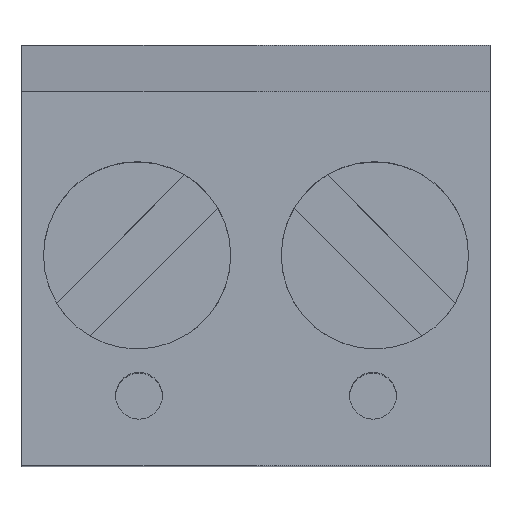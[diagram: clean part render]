
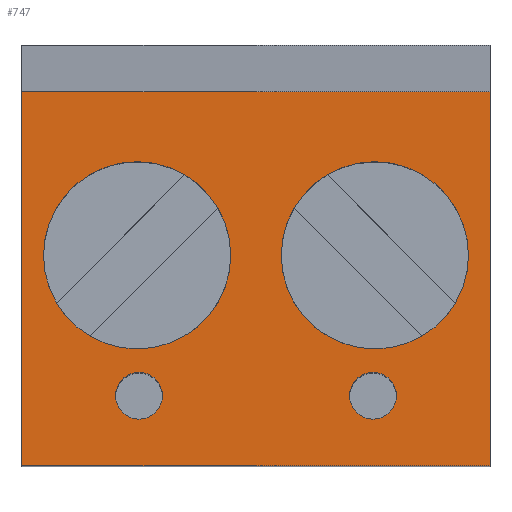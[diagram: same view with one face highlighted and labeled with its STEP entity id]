
A CAD part, top view. The second image highlights one B-rep face of the part: STEP entity #747.
In plain terms, the highlighted planar face has unit normal (0, 0, 1).
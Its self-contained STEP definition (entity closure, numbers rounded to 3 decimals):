
#16=FACE_BOUND('',#139,.T.);
#17=FACE_BOUND('',#140,.T.);
#18=FACE_BOUND('',#141,.T.);
#19=FACE_BOUND('',#142,.T.);
#54=CIRCLE('',#831,0.5);
#55=CIRCLE('',#832,0.5);
#56=CIRCLE('',#833,0.5);
#57=CIRCLE('',#834,0.5);
#58=CIRCLE('',#835,2.);
#59=CIRCLE('',#836,2.);
#60=CIRCLE('',#837,2.);
#61=CIRCLE('',#838,2.);
#95=FACE_OUTER_BOUND('',#138,.T.);
#138=EDGE_LOOP('',(#557,#558,#559,#560));
#139=EDGE_LOOP('',(#561,#562));
#140=EDGE_LOOP('',(#563,#564));
#141=EDGE_LOOP('',(#565,#566));
#142=EDGE_LOOP('',(#567,#568));
#203=LINE('',#1215,#266);
#206=LINE('',#1221,#269);
#207=LINE('',#1223,#270);
#208=LINE('',#1224,#271);
#266=VECTOR('',#1003,10.);
#269=VECTOR('',#1008,10.);
#270=VECTOR('',#1009,10.);
#271=VECTOR('',#1010,10.);
#331=VERTEX_POINT('',#1212);
#332=VERTEX_POINT('',#1214);
#334=VERTEX_POINT('',#1220);
#335=VERTEX_POINT('',#1222);
#336=VERTEX_POINT('',#1225);
#337=VERTEX_POINT('',#1226);
#338=VERTEX_POINT('',#1229);
#339=VERTEX_POINT('',#1230);
#340=VERTEX_POINT('',#1233);
#341=VERTEX_POINT('',#1234);
#342=VERTEX_POINT('',#1237);
#343=VERTEX_POINT('',#1238);
#419=EDGE_CURVE('',#331,#332,#203,.T.);
#422=EDGE_CURVE('',#331,#334,#206,.T.);
#423=EDGE_CURVE('',#334,#335,#207,.T.);
#424=EDGE_CURVE('',#335,#332,#208,.T.);
#425=EDGE_CURVE('',#336,#337,#54,.T.);
#426=EDGE_CURVE('',#337,#336,#55,.T.);
#427=EDGE_CURVE('',#338,#339,#56,.T.);
#428=EDGE_CURVE('',#339,#338,#57,.T.);
#429=EDGE_CURVE('',#340,#341,#58,.T.);
#430=EDGE_CURVE('',#341,#340,#59,.T.);
#431=EDGE_CURVE('',#342,#343,#60,.T.);
#432=EDGE_CURVE('',#343,#342,#61,.T.);
#557=ORIENTED_EDGE('',*,*,#419,.F.);
#558=ORIENTED_EDGE('',*,*,#422,.T.);
#559=ORIENTED_EDGE('',*,*,#423,.T.);
#560=ORIENTED_EDGE('',*,*,#424,.T.);
#561=ORIENTED_EDGE('',*,*,#425,.T.);
#562=ORIENTED_EDGE('',*,*,#426,.T.);
#563=ORIENTED_EDGE('',*,*,#427,.T.);
#564=ORIENTED_EDGE('',*,*,#428,.T.);
#565=ORIENTED_EDGE('',*,*,#429,.T.);
#566=ORIENTED_EDGE('',*,*,#430,.T.);
#567=ORIENTED_EDGE('',*,*,#431,.T.);
#568=ORIENTED_EDGE('',*,*,#432,.T.);
#668=PLANE('',#830);
#747=ADVANCED_FACE('',(#95,#16,#17,#18,#19),#668,.T.);
#830=AXIS2_PLACEMENT_3D('',#1219,#1006,#1007);
#831=AXIS2_PLACEMENT_3D('',#1227,#1011,#1012);
#832=AXIS2_PLACEMENT_3D('',#1228,#1013,#1014);
#833=AXIS2_PLACEMENT_3D('',#1231,#1015,#1016);
#834=AXIS2_PLACEMENT_3D('',#1232,#1017,#1018);
#835=AXIS2_PLACEMENT_3D('',#1235,#1019,#1020);
#836=AXIS2_PLACEMENT_3D('',#1236,#1021,#1022);
#837=AXIS2_PLACEMENT_3D('',#1239,#1023,#1024);
#838=AXIS2_PLACEMENT_3D('',#1240,#1025,#1026);
#1003=DIRECTION('',(1.,0.,0.));
#1006=DIRECTION('center_axis',(0.,0.,1.));
#1007=DIRECTION('ref_axis',(1.,0.,0.));
#1008=DIRECTION('',(0.,-1.,0.));
#1009=DIRECTION('',(1.,0.,0.));
#1010=DIRECTION('',(0.,1.,0.));
#1011=DIRECTION('center_axis',(0.,0.,-1.));
#1012=DIRECTION('ref_axis',(1.,0.,0.));
#1013=DIRECTION('center_axis',(0.,0.,-1.));
#1014=DIRECTION('ref_axis',(1.,0.,0.));
#1015=DIRECTION('center_axis',(0.,0.,-1.));
#1016=DIRECTION('ref_axis',(1.,0.,0.));
#1017=DIRECTION('center_axis',(0.,0.,-1.));
#1018=DIRECTION('ref_axis',(1.,0.,0.));
#1019=DIRECTION('center_axis',(0.,0.,-1.));
#1020=DIRECTION('ref_axis',(1.,0.,0.));
#1021=DIRECTION('center_axis',(0.,0.,-1.));
#1022=DIRECTION('ref_axis',(1.,0.,0.));
#1023=DIRECTION('center_axis',(0.,0.,-1.));
#1024=DIRECTION('ref_axis',(1.,0.,0.));
#1025=DIRECTION('center_axis',(0.,0.,-1.));
#1026=DIRECTION('ref_axis',(1.,0.,0.));
#1212=CARTESIAN_POINT('',(-7.54,3.,13.));
#1214=CARTESIAN_POINT('',(2.46,3.,13.));
#1215=CARTESIAN_POINT('',(-0.04,3.,13.));
#1219=CARTESIAN_POINT('Origin',(-2.54,-0.5,13.));
#1220=CARTESIAN_POINT('',(-7.54,-5.,13.));
#1221=CARTESIAN_POINT('',(-7.54,4.,13.));
#1222=CARTESIAN_POINT('',(2.46,-5.,13.));
#1223=CARTESIAN_POINT('',(-7.54,-5.,13.));
#1224=CARTESIAN_POINT('',(2.46,-5.,13.));
#1225=CARTESIAN_POINT('',(0.46,-3.5,13.));
#1226=CARTESIAN_POINT('',(-0.54,-3.5,13.));
#1227=CARTESIAN_POINT('Origin',(-0.04,-3.5,13.));
#1228=CARTESIAN_POINT('Origin',(-0.04,-3.5,13.));
#1229=CARTESIAN_POINT('',(-4.54,-3.5,13.));
#1230=CARTESIAN_POINT('',(-5.54,-3.5,13.));
#1231=CARTESIAN_POINT('Origin',(-5.04,-3.5,13.));
#1232=CARTESIAN_POINT('Origin',(-5.04,-3.5,13.));
#1233=CARTESIAN_POINT('',(2.,-0.5,13.));
#1234=CARTESIAN_POINT('',(-2.,-0.5,13.));
#1235=CARTESIAN_POINT('Origin',(0.,-0.5,13.));
#1236=CARTESIAN_POINT('Origin',(0.,-0.5,13.));
#1237=CARTESIAN_POINT('',(-3.08,-0.5,13.));
#1238=CARTESIAN_POINT('',(-7.08,-0.5,13.));
#1239=CARTESIAN_POINT('Origin',(-5.08,-0.5,13.));
#1240=CARTESIAN_POINT('Origin',(-5.08,-0.5,13.));
